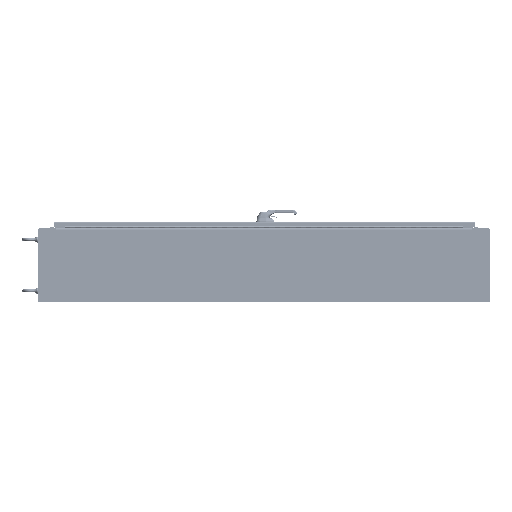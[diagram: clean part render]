
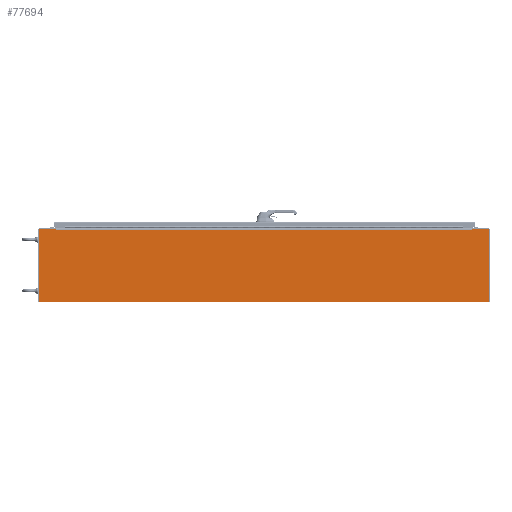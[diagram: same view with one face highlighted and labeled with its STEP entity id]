
A CAD part, left-side view. The second image highlights one B-rep face of the part: STEP entity #77694.
In plain terms, the highlighted face is planar.
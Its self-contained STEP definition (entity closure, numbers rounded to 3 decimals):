
#15048=FACE_OUTER_BOUND('',#18580,.T.);
#18580=EDGE_LOOP('',(#57053,#57054,#57055,#57056,#57057,#57058,#57059,#57060,
#57061,#57062,#57063,#57064));
#22406=LINE('',#110729,#28564);
#22410=LINE('',#110738,#28568);
#22416=LINE('',#110749,#28574);
#22452=LINE('',#110836,#28610);
#22454=LINE('',#110840,#28612);
#22455=LINE('',#110842,#28613);
#22456=LINE('',#110845,#28614);
#22458=LINE('',#110848,#28616);
#22459=LINE('',#110851,#28617);
#22460=LINE('',#110853,#28618);
#22461=LINE('',#110855,#28619);
#22462=LINE('',#110856,#28620);
#28564=VECTOR('',#90166,0.394);
#28568=VECTOR('',#90172,0.394);
#28574=VECTOR('',#90180,0.394);
#28610=VECTOR('',#90268,0.394);
#28612=VECTOR('',#90272,0.394);
#28613=VECTOR('',#90275,0.394);
#28614=VECTOR('',#90278,0.394);
#28616=VECTOR('',#90282,0.394);
#28617=VECTOR('',#90285,0.394);
#28618=VECTOR('',#90286,0.394);
#28619=VECTOR('',#90287,0.394);
#28620=VECTOR('',#90288,0.394);
#34646=VERTEX_POINT('',#110727);
#34647=VERTEX_POINT('',#110728);
#34650=VERTEX_POINT('',#110736);
#34651=VERTEX_POINT('',#110737);
#34655=VERTEX_POINT('',#110747);
#34679=VERTEX_POINT('',#110827);
#34680=VERTEX_POINT('',#110831);
#34681=VERTEX_POINT('',#110838);
#34682=VERTEX_POINT('',#110844);
#34683=VERTEX_POINT('',#110850);
#34684=VERTEX_POINT('',#110852);
#34685=VERTEX_POINT('',#110854);
#44721=EDGE_CURVE('',#34646,#34647,#22406,.T.);
#44725=EDGE_CURVE('',#34650,#34651,#22410,.T.);
#44731=EDGE_CURVE('',#34655,#34647,#22416,.T.);
#44775=EDGE_CURVE('',#34679,#34680,#22452,.T.);
#44777=EDGE_CURVE('',#34680,#34681,#22454,.T.);
#44778=EDGE_CURVE('',#34681,#34646,#22455,.T.);
#44779=EDGE_CURVE('',#34682,#34679,#22456,.T.);
#44781=EDGE_CURVE('',#34651,#34682,#22458,.T.);
#44782=EDGE_CURVE('',#34683,#34655,#22459,.T.);
#44783=EDGE_CURVE('',#34684,#34683,#22460,.T.);
#44784=EDGE_CURVE('',#34685,#34684,#22461,.T.);
#44785=EDGE_CURVE('',#34650,#34685,#22462,.T.);
#57053=ORIENTED_EDGE('',*,*,#44721,.T.);
#57054=ORIENTED_EDGE('',*,*,#44731,.F.);
#57055=ORIENTED_EDGE('',*,*,#44782,.F.);
#57056=ORIENTED_EDGE('',*,*,#44783,.F.);
#57057=ORIENTED_EDGE('',*,*,#44784,.F.);
#57058=ORIENTED_EDGE('',*,*,#44785,.F.);
#57059=ORIENTED_EDGE('',*,*,#44725,.T.);
#57060=ORIENTED_EDGE('',*,*,#44781,.T.);
#57061=ORIENTED_EDGE('',*,*,#44779,.T.);
#57062=ORIENTED_EDGE('',*,*,#44775,.T.);
#57063=ORIENTED_EDGE('',*,*,#44777,.T.);
#57064=ORIENTED_EDGE('',*,*,#44778,.T.);
#73610=PLANE('',#82556);
#77694=ADVANCED_FACE('',(#15048),#73610,.T.);
#82556=AXIS2_PLACEMENT_3D('',#110849,#90283,#90284);
#90166=DIRECTION('',(1.,0.,0.));
#90172=DIRECTION('',(-1.,0.,0.));
#90180=DIRECTION('',(0.,-1.,0.));
#90268=DIRECTION('',(0.,1.,0.));
#90272=DIRECTION('',(-1.,0.,0.));
#90275=DIRECTION('',(0.,1.,0.));
#90278=DIRECTION('',(1.,0.,0.));
#90282=DIRECTION('',(0.,1.,0.));
#90283=DIRECTION('center_axis',(0.,0.,1.));
#90284=DIRECTION('ref_axis',(1.,0.,0.));
#90285=DIRECTION('',(1.,0.,0.));
#90286=DIRECTION('',(0.,1.,0.));
#90287=DIRECTION('',(-1.,0.,0.));
#90288=DIRECTION('',(0.,-1.,0.));
#110727=CARTESIAN_POINT('',(6.772,39.71,0.134));
#110728=CARTESIAN_POINT('',(6.928,39.71,0.134));
#110729=CARTESIAN_POINT('',(3.386,39.71,0.134));
#110736=CARTESIAN_POINT('',(6.929,-39.71,0.134));
#110737=CARTESIAN_POINT('',(6.772,-39.71,0.134));
#110738=CARTESIAN_POINT('',(3.464,-39.71,0.134));
#110747=CARTESIAN_POINT('',(6.929,42.92,0.134));
#110749=CARTESIAN_POINT('',(6.929,42.92,0.134));
#110827=CARTESIAN_POINT('',(6.772,-39.679,0.134));
#110831=CARTESIAN_POINT('',(6.772,39.679,0.134));
#110836=CARTESIAN_POINT('',(6.772,19.839,0.134));
#110838=CARTESIAN_POINT('',(6.772,39.679,0.134));
#110840=CARTESIAN_POINT('',(3.386,39.679,0.134));
#110842=CARTESIAN_POINT('',(6.772,19.839,0.134));
#110844=CARTESIAN_POINT('',(6.772,-39.679,0.134));
#110845=CARTESIAN_POINT('',(3.464,-39.679,0.134));
#110848=CARTESIAN_POINT('',(6.772,-19.855,0.134));
#110849=CARTESIAN_POINT('Origin',(0.,0.,
0.134));
#110850=CARTESIAN_POINT('',(-6.929,42.92,0.134));
#110851=CARTESIAN_POINT('',(-6.929,42.92,0.134));
#110852=CARTESIAN_POINT('',(-6.929,-42.92,0.134));
#110853=CARTESIAN_POINT('',(-6.929,-42.92,0.134));
#110854=CARTESIAN_POINT('',(6.929,-42.92,0.134));
#110855=CARTESIAN_POINT('',(6.929,-42.92,0.134));
#110856=CARTESIAN_POINT('',(6.929,42.92,0.134));
